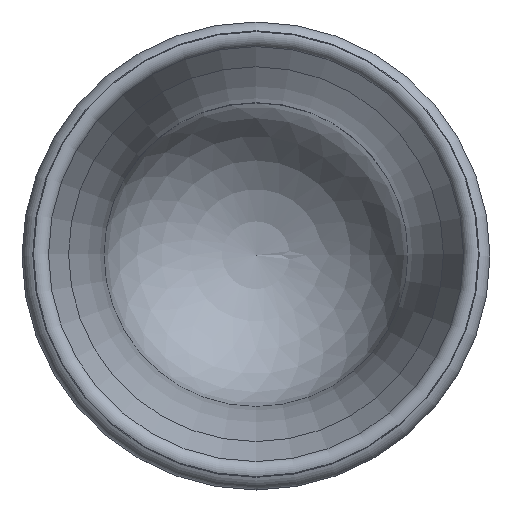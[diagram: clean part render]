
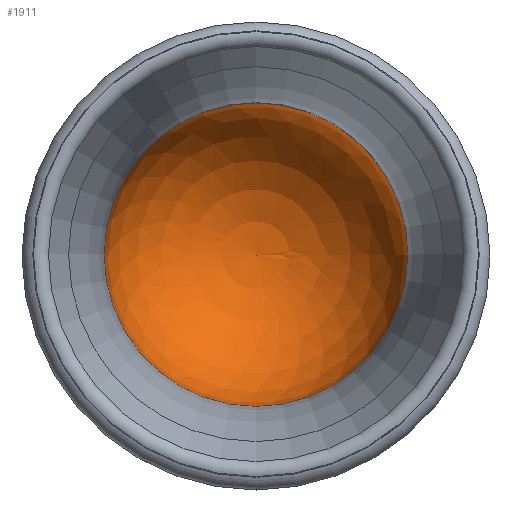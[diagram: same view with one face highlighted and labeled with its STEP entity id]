
A CAD part, top view. The second image highlights one B-rep face of the part: STEP entity #1911.
In plain terms, the highlighted spherical face has radius 26 mm.
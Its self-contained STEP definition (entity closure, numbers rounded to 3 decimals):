
#13=SPHERICAL_SURFACE($,#2008,26.);
#33=CIRCLE($,#2009,26.);
#301=FACE_OUTER_BOUND($,#425,.T.);
#425=EDGE_LOOP($,(#1761));
#965=VERTEX_POINT($,#3496);
#1237=EDGE_CURVE($,#965,#965,#33,.T.);
#1761=ORIENTED_EDGE($,*,*,#1237,.T.);
#1911=ADVANCED_FACE($,(#301),#13,.F.);
#2008=AXIS2_PLACEMENT_3D($,#3495,#2341,#2342);
#2009=AXIS2_PLACEMENT_3D($,#3497,#2343,#2344);
#2341=DIRECTION('center_axis',(0.,0.,1.));
#2342=DIRECTION('ref_axis',(1.,0.,0.));
#2343=DIRECTION('center_axis',(0.,0.,1.));
#2344=DIRECTION('ref_axis',(0.,1.,0.));
#3495=CARTESIAN_POINT('Origin',(0.,0.,96.));
#3496=CARTESIAN_POINT('',(0.,-26.,96.));
#3497=CARTESIAN_POINT('Origin',(0.,0.,96.));
